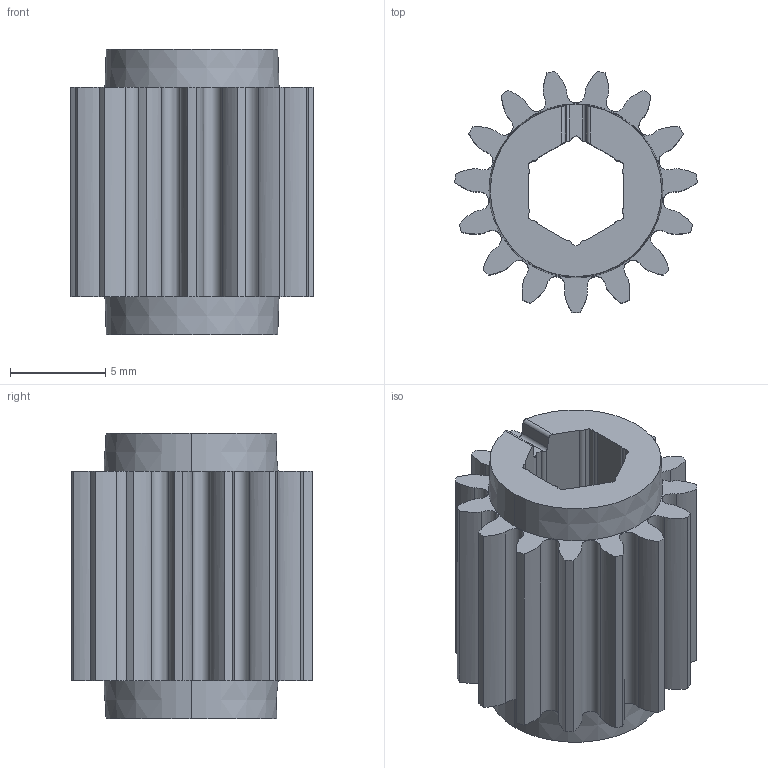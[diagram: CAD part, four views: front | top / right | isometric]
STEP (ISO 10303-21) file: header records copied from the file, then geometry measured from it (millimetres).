
FILE_DESCRIPTION (( 'STEP AP203' ), '1' );
FILE_NAME ('REV-41-1331_Default.step', '2016-09-04T21:39:19', ( '' ), ( '' ), 'SwSTEP 2.0', 'SolidWorks 2015', '' );
FILE_SCHEMA (( 'CONFIG_CONTROL_DESIGN' ));
Length unit declared in the file: inch
Products named in the file (1): REV-41-1331_Default
Bounding box: 12.72 x 12.65 x 15 mm (x, y, z)
Volume: 977.4 mm3; surface area: 1296.7 mm2
Topology: 1 solids, 1 shells, 114 faces, 336 edges, 224 vertices
Faces by surface type: bspline 45, cylinder 37, plane 28, cone 4
Entity records: 7253 total; most frequent: CARTESIAN_POINT 4430, ORIENTED_EDGE 672, DIRECTION 432, EDGE_CURVE 336, VERTEX_POINT 224, VECTOR 152, LINE 152, AXIS2_PLACEMENT_3D 140
